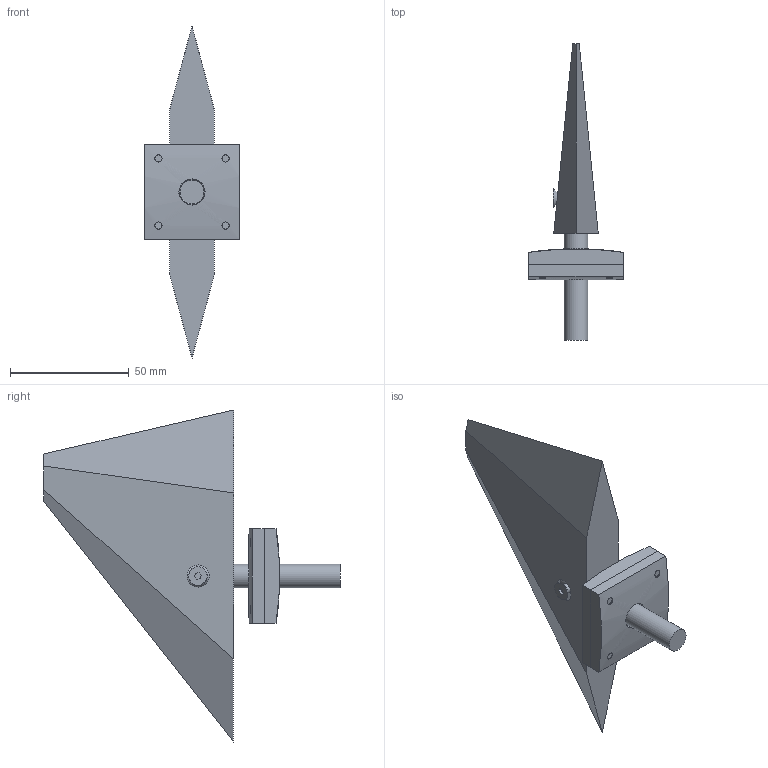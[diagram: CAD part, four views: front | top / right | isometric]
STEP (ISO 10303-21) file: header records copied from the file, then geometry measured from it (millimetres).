
FILE_DESCRIPTION(/* description */ (''),/* implementation_level */ '2;1');
FILE_NAME(/* name */ 'canard_assemb.stp',/* time_stamp */ '2023-10-19T16:45:34+08:00',/* author */ ('310611102'),/* organization */ (''),/* preprocessor_version */ 'ST-DEVELOPER v19',/* originating_system */ 'Autodesk Inventor 2023',/* authorisation */ '');
FILE_SCHEMA (('AUTOMOTIVE_DESIGN { 1 0 10303 214 3 1 1 }'));
Length unit declared in the file: millimetre
Products named in the file (11): canard_assemb; canard; GEARBOX_SHAFT3; 6000DDU; 6000DDU Outer ring; 6000DDU Inner ring; 6000DDU Ball; 6000DDU Shield1; 6000DDU Shield2; shift_fixed_socket; FBB4-6
Assembly tree (23 placements, depth 3):
  canard_assemb
    canard
    GEARBOX_SHAFT3
    shift_fixed_socket  x2
    6000DDU
      6000DDU Outer ring
      6000DDU Inner ring
      6000DDU Ball  x13
      6000DDU Shield1
      6000DDU Shield2
    FBB4-6
Bounding box: 40 x 125 x 140 mm (x, y, z)
Volume: 81549.2 mm3; surface area: 31083.9 mm2
Topology: 22 solids, 22 shells, 109 faces, 235 edges, 159 vertices
Faces by surface type: plane 52, cylinder 33, sphere 13, torus 7, cone 4
Full cylindrical faces by diameter (mm): 3 x8, 3.242 x1, 4 x1, 4.5 x1, 10 x2, 10.1 x1, 11 x2, 13.2 x4, 14.57 x2, 21.5 x2, 23 x4, 26 x1, 26.3 x2
Entity records: 2925 total; most frequent: CARTESIAN_POINT 628, DIRECTION 444, ORIENTED_EDGE 324, AXIS2_PLACEMENT_3D 184, EDGE_CURVE 162, VERTEX_POINT 111, EDGE_LOOP 103, FACE_OUTER_BOUND 80
